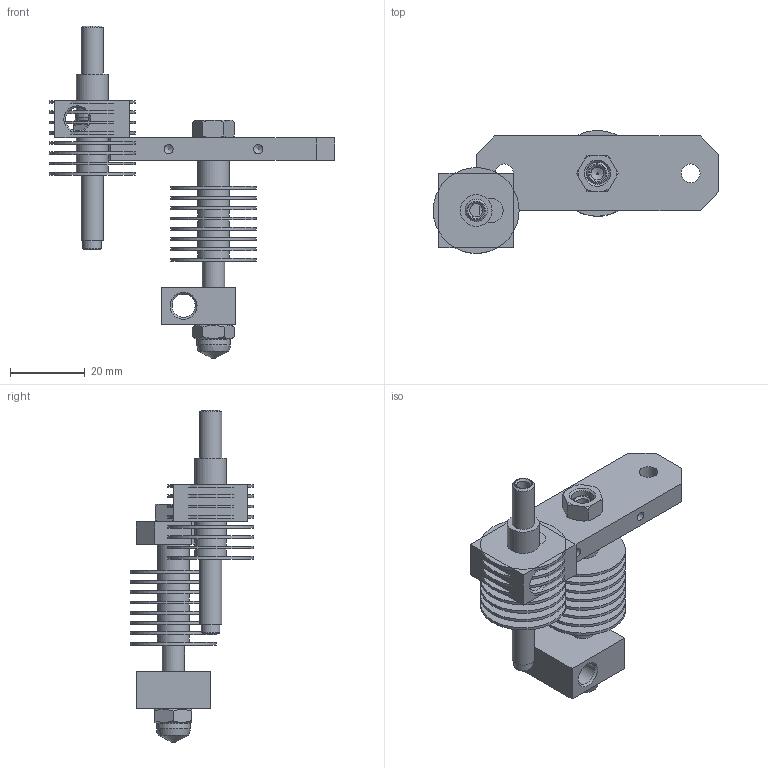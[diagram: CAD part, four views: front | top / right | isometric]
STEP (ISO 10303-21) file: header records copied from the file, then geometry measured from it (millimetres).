
FILE_DESCRIPTION( ( 'JThotend_v1_Pletina' ), '1' );
FILE_NAME( 'JThotend_v1_Pletina.stp', '04/12/2013', ( 'Juan Tendero' ), ( 'Unknown' ), 'PSStep 10.1', 'Unknown', ' ' );
FILE_SCHEMA( ( 'automotive_design' ) );
Length unit declared in the file: millimetre
Products named in the file (7): Assem1; HOTEND 005-2 Soporte; HOTEND 003 Cuerpo; tuerca m-6; HOTEND 002  M-6 04 Boquilla; HOTEND 006 Disipador; Heater Aluminium M-6
Bounding box: 76.5 x 32.99 x 89 mm (x, y, z)
Volume: 30222.3 mm3; surface area: 31351.9 mm2
Topology: 12 solids, 12 shells, 250 faces, 566 edges, 372 vertices
Faces by surface type: plane 104, cylinder 74, cone 70, bspline 2
Full cylindrical faces by diameter (mm): 0.4 x2, 2.459 x8, 3.242 x6, 3.5 x2, 4.917 x10, 5 x6, 6 x4, 6.2 x2, 8.5 x16, 9 x2, 23 x16
Entity records: 3509 total; most frequent: CARTESIAN_POINT 757, DIRECTION 522, ORIENTED_EDGE 394, AXIS2_PLACEMENT_3D 231, EDGE_LOOP 222, EDGE_CURVE 197, VERTEX_POINT 164, FACE_OUTER_BOUND 163
